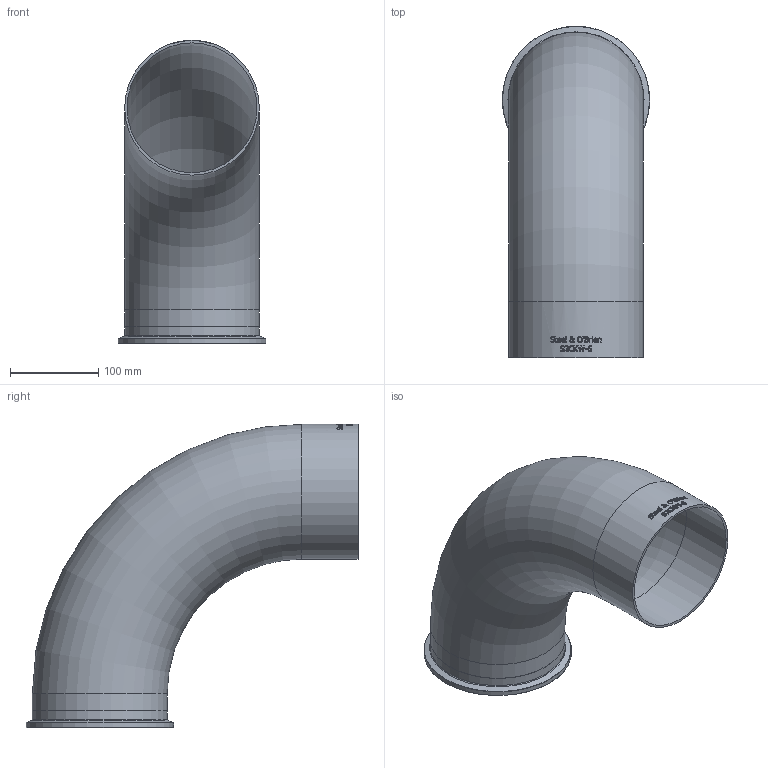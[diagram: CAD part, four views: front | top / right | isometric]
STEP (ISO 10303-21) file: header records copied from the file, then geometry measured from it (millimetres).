
FILE_DESCRIPTION(/* description */ (''),/* implementation_level */ '2;1');
FILE_NAME(/* name */ 'S2CKW-6.stp',/* time_stamp */ '2018-11-26T16:23:42-05:00',/* author */ ('ken'),/* organization */ (''),/* preprocessor_version */ 'ST-DEVELOPER v15.2',/* originating_system */ 'Autodesk Inventor 2014',/* authorisation */ '');
FILE_SCHEMA (('AUTOMOTIVE_DESIGN { 1 0 10303 214 3 1 1 }'));
Length unit declared in the file: inch
Products named in the file (1): S2CKW-6
Bounding box: 166.88 x 375.54 x 342.9 mm (x, y, z)
Volume: 622856.8 mm3; surface area: 442952.8 mm2
Topology: 1 solids, 1 shells, 363 faces, 974 edges, 645 vertices
Faces by surface type: bspline 181, plane 130, cylinder 38, torus 11, cone 3
Full cylindrical faces by diameter (mm): 146.863 x3, 152.4 x3, 166.878 x1
Entity records: 14330 total; most frequent: CARTESIAN_POINT 6373, ORIENTED_EDGE 1888, DIRECTION 1126, EDGE_CURVE 944, VERTEX_POINT 638, EDGE_LOOP 418, LINE 402, VECTOR 402
